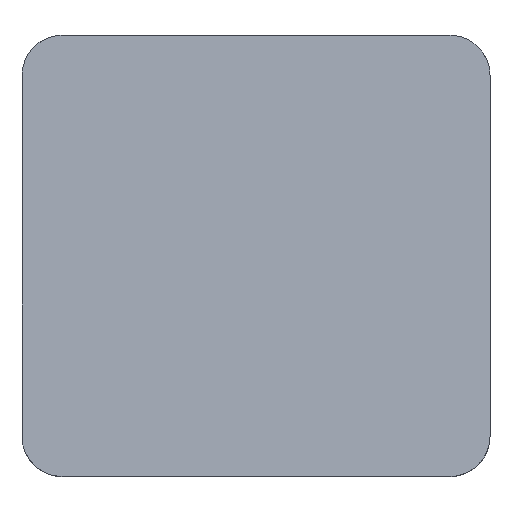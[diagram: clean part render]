
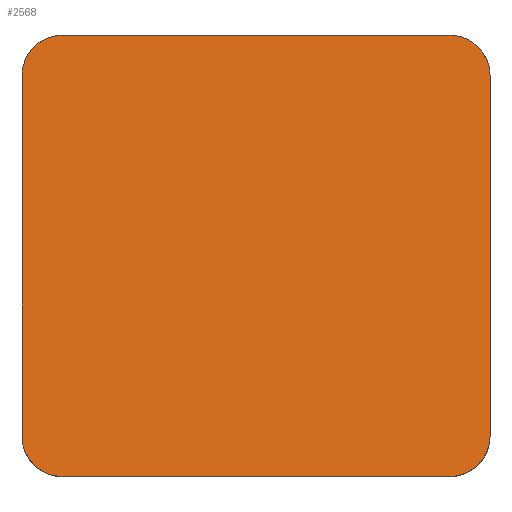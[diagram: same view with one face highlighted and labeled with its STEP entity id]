
A CAD part, top view. The second image highlights one B-rep face of the part: STEP entity #2568.
In plain terms, the highlighted planar face has unit normal (0, 0.122, 0.993).
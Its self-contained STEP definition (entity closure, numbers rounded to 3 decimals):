
#18=ELLIPSE('',#2842,1.511,1.5);
#19=ELLIPSE('',#2846,1.511,1.5);
#20=ELLIPSE('',#2847,1.511,1.5);
#21=ELLIPSE('',#2848,1.511,1.5);
#55=PLANE('',#2845);
#138=LINE('',#8096,#230);
#141=LINE('',#8102,#233);
#142=LINE('',#8106,#234);
#143=LINE('',#8110,#235);
#230=VECTOR('',#3447,10.);
#233=VECTOR('',#3452,10.);
#234=VECTOR('',#3455,10.);
#235=VECTOR('',#3458,10.);
#423=FACE_OUTER_BOUND('',#580,.T.);
#580=EDGE_LOOP('',(#2274,#2275,#2276,#2277,#2278,#2279,#2280,#2281));
#1122=VERTEX_POINT('',#8086);
#1123=VERTEX_POINT('',#8087);
#1126=VERTEX_POINT('',#8095);
#1128=VERTEX_POINT('',#8101);
#1129=VERTEX_POINT('',#8103);
#1130=VERTEX_POINT('',#8105);
#1131=VERTEX_POINT('',#8107);
#1132=VERTEX_POINT('',#8109);
#1509=EDGE_CURVE('',#1122,#1123,#18,.T.);
#1513=EDGE_CURVE('',#1126,#1123,#138,.T.);
#1516=EDGE_CURVE('',#1122,#1128,#141,.T.);
#1517=EDGE_CURVE('',#1129,#1128,#19,.T.);
#1518=EDGE_CURVE('',#1129,#1130,#142,.T.);
#1519=EDGE_CURVE('',#1131,#1130,#20,.T.);
#1520=EDGE_CURVE('',#1131,#1132,#143,.T.);
#1521=EDGE_CURVE('',#1126,#1132,#21,.T.);
#2274=ORIENTED_EDGE('',*,*,#1509,.F.);
#2275=ORIENTED_EDGE('',*,*,#1516,.T.);
#2276=ORIENTED_EDGE('',*,*,#1517,.F.);
#2277=ORIENTED_EDGE('',*,*,#1518,.T.);
#2278=ORIENTED_EDGE('',*,*,#1519,.F.);
#2279=ORIENTED_EDGE('',*,*,#1520,.T.);
#2280=ORIENTED_EDGE('',*,*,#1521,.F.);
#2281=ORIENTED_EDGE('',*,*,#1513,.T.);
#2568=ADVANCED_FACE('',(#423),#55,.T.);
#2842=AXIS2_PLACEMENT_3D('',#8088,#3439,#3440);
#2845=AXIS2_PLACEMENT_3D('',#8100,#3450,#3451);
#2846=AXIS2_PLACEMENT_3D('',#8104,#3453,#3454);
#2847=AXIS2_PLACEMENT_3D('',#8108,#3456,#3457);
#2848=AXIS2_PLACEMENT_3D('',#8111,#3459,#3460);
#3439=DIRECTION('center_axis',(0.,-0.122,-0.993));
#3440=DIRECTION('ref_axis',(0.,-0.993,0.122));
#3447=DIRECTION('',(1.,0.,0.));
#3450=DIRECTION('center_axis',(0.,0.122,0.993));
#3451=DIRECTION('ref_axis',(1.,0.,0.));
#3452=DIRECTION('',(0.,0.993,-0.122));
#3453=DIRECTION('center_axis',(0.,-0.122,-0.993));
#3454=DIRECTION('ref_axis',(0.,0.993,-0.122));
#3455=DIRECTION('',(-1.,0.,0.));
#3456=DIRECTION('center_axis',(0.,-0.122,-0.993));
#3457=DIRECTION('ref_axis',(0.,0.993,-0.122));
#3458=DIRECTION('',(0.,-0.993,0.122));
#3459=DIRECTION('center_axis',(0.,-0.122,-0.993));
#3460=DIRECTION('ref_axis',(0.,-0.993,0.122));
#8086=CARTESIAN_POINT('',(8.75,-6.75,5.342));
#8087=CARTESIAN_POINT('',(7.25,-8.25,5.526));
#8088=CARTESIAN_POINT('Origin',(7.25,-6.75,5.342));
#8095=CARTESIAN_POINT('',(-7.25,-8.25,5.526));
#8096=CARTESIAN_POINT('',(-4.375,-8.25,5.526));
#8100=CARTESIAN_POINT('Origin',(0.,0.061,
4.505));
#8101=CARTESIAN_POINT('',(8.75,6.75,3.684));
#8102=CARTESIAN_POINT('',(8.75,-3.76,4.975));
#8103=CARTESIAN_POINT('',(7.25,8.25,3.5));
#8104=CARTESIAN_POINT('Origin',(7.25,6.75,3.684));
#8105=CARTESIAN_POINT('',(-7.25,8.25,3.5));
#8106=CARTESIAN_POINT('',(-8.75,8.25,3.5));
#8107=CARTESIAN_POINT('',(-8.75,6.75,3.684));
#8108=CARTESIAN_POINT('Origin',(-7.25,6.75,3.684));
#8109=CARTESIAN_POINT('',(-8.75,-6.75,5.342));
#8110=CARTESIAN_POINT('',(-8.75,4.367,3.977));
#8111=CARTESIAN_POINT('Origin',(-7.25,-6.75,5.342));
